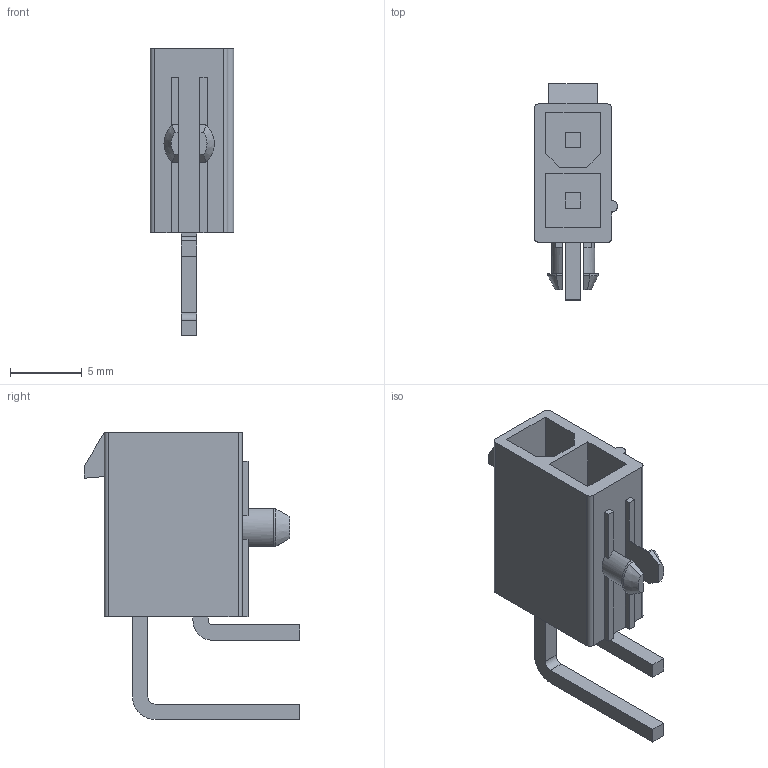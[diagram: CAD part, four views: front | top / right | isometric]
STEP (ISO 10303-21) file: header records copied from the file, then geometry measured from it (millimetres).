
FILE_DESCRIPTION(/* description */ (''),/* implementation_level */ '2;1');
FILE_NAME(/* name */ '172448-0002.step',/* time_stamp */ '2024-05-18T16:35:42+02:00',/* author */ (''),/* organization */ (''),/* preprocessor_version */ 'ST-DEVELOPER v20',/* originating_system */ 'Autodesk Translation Framework v12.20.1.177',/* authorisation */ '');
FILE_SCHEMA (('AUTOMOTIVE_DESIGN { 1 0 10303 214 3 1 1 }'));
Length unit declared in the file: millimetre
Products named in the file (1): (Non enregistré)
Bounding box: 5.8 x 15 x 19.93 mm (x, y, z)
Volume: 468.4 mm3; surface area: 948.9 mm2
Topology: 1 solids, 1 shells, 87 faces, 227 edges, 148 vertices
Faces by surface type: plane 72, cylinder 13, cone 2
Entity records: 2704 total; most frequent: CARTESIAN_POINT 467, ORIENTED_EDGE 454, DIRECTION 435, EDGE_CURVE 227, LINE 191, VECTOR 191, VERTEX_POINT 148, AXIS2_PLACEMENT_3D 122
